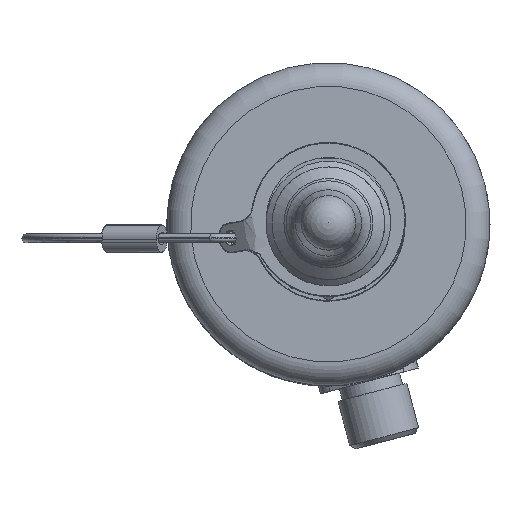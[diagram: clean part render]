
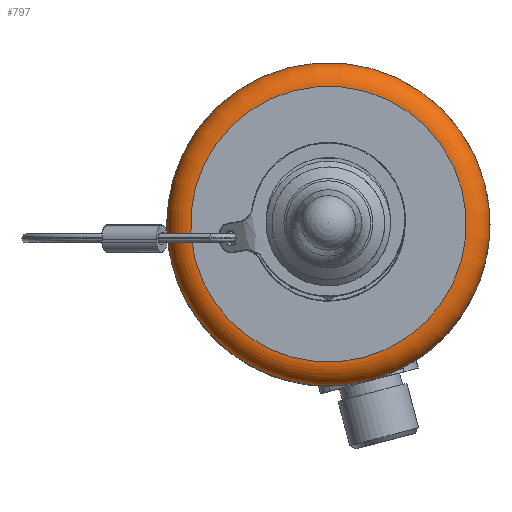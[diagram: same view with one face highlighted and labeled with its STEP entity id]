
A CAD part, top view. The second image highlights one B-rep face of the part: STEP entity #797.
In plain terms, the highlighted toroidal (fillet/blend) face has major radius 23.25 mm and minor radius 4 mm.
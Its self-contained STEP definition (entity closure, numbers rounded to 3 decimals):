
#797 = ADVANCED_FACE( '', ( #1753, #1754 ), #1755, .T. );
#1753 = FACE_OUTER_BOUND( '', #5804, .T. );
#1754 = FACE_OUTER_BOUND( '', #5805, .T. );
#1755 = TOROIDAL_SURFACE( '', #5806, 23.25, 4. );
#5804 = EDGE_LOOP( '', ( #9181 ) );
#5805 = EDGE_LOOP( '', ( #9182 ) );
#5806 = AXIS2_PLACEMENT_3D( '', #9183, #9184, #9185 );
#9181 = ORIENTED_EDGE( '', *, *, #10085, .T. );
#9182 = ORIENTED_EDGE( '', *, *, #10827, .F. );
#9183 = CARTESIAN_POINT( '', ( 0., 0., 39. ) );
#9184 = DIRECTION( '', ( 0., 0., -1. ) );
#9185 = DIRECTION( '', ( 0.247, -0.969, 0. ) );
#10085 = EDGE_CURVE( '', #11239, #11239, #11240, .T. );
#10827 = EDGE_CURVE( '', #12331, #12331, #12332, .T. );
#11239 = VERTEX_POINT( '', #13697 );
#11240 = CIRCLE( '', #13698, 27.25 );
#12331 = VERTEX_POINT( '', #17852 );
#12332 = CIRCLE( '', #17853, 23.25 );
#13697 = CARTESIAN_POINT( '', ( 6.923, -26.356, 39. ) );
#13698 = AXIS2_PLACEMENT_3D( '', #18324, #18325, #18326 );
#17852 = CARTESIAN_POINT( '', ( -5.907, 22.487, 43. ) );
#17853 = AXIS2_PLACEMENT_3D( '', #18950, #18951, #18952 );
#18324 = CARTESIAN_POINT( '', ( 0., 0., 39. ) );
#18325 = DIRECTION( '', ( 0., 0., 1. ) );
#18326 = DIRECTION( '', ( 0.254, -0.967, 0. ) );
#18950 = CARTESIAN_POINT( '', ( 0., 0., 43. ) );
#18951 = DIRECTION( '', ( 0., 0., 1. ) );
#18952 = DIRECTION( '', ( -0.254, 0.967, 0. ) );
